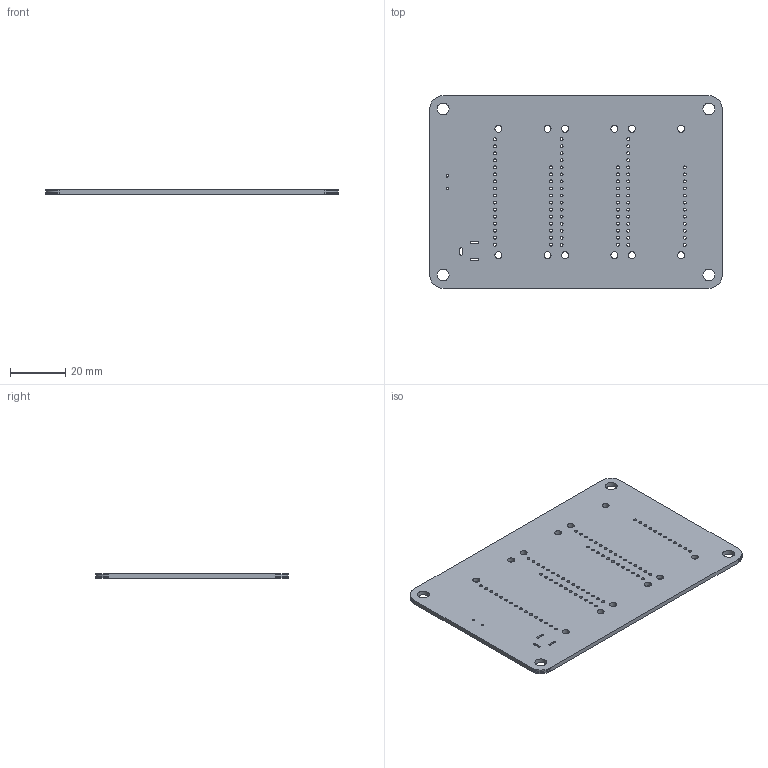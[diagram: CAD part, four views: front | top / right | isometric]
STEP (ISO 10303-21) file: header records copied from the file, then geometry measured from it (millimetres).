
FILE_DESCRIPTION(('KiCad electronic assembly'),'2;1');
FILE_NAME('iorodeo_feather_tripler_enc1.step','2024-09-08T15:34:17',( 'Pcbnew'),('Kicad'),'Open CASCADE STEP processor 7.5', 'KiCad to STEP converter','Unknown');
FILE_SCHEMA(('AUTOMOTIVE_DESIGN { 1 0 10303 214 1 1 1 1 }'));
Length unit declared in the file: millimetre
Products named in the file (2): iorodeo_feather_tripler_enc1 1; iorodeo_feather_tripler_enc1 PCB
Assembly tree (1 placements, depth 2):
  iorodeo_feather_tripler_enc1 1
    iorodeo_feather_tripler_enc1 PCB
Bounding box: 105.66 x 69.65 x 1.6 mm (x, y, z)
Volume: 11419.3 mm3; surface area: 15554.1 mm2
Topology: 1 solids, 1 shells, 242 faces, 720 edges, 480 vertices
Faces by surface type: plane 140, cylinder 102
Full cylindrical faces by diameter (mm): 0.9 x2, 1.067 x84, 2.54 x12, 4.3 x4
Entity records: 18455 total; most frequent: CARTESIAN_POINT 4240, DIRECTION 2516, LINE 1620, VECTOR 1620, ORIENTED_EDGE 1440, PCURVE 1440, DEFINITIONAL_REPRESENTATION 1440, EDGE_CURVE 720
